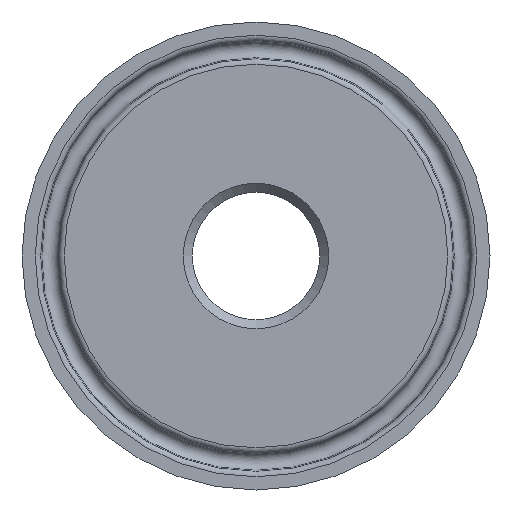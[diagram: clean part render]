
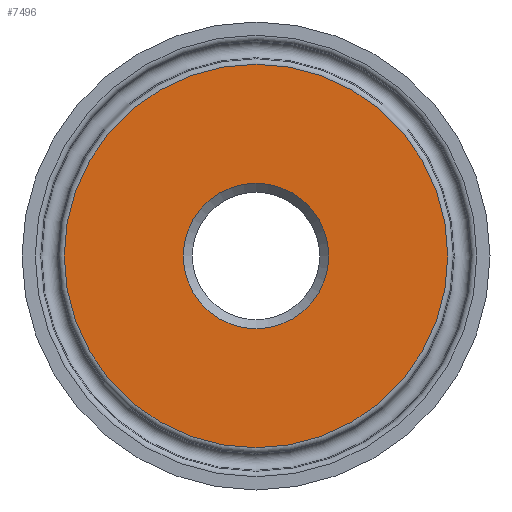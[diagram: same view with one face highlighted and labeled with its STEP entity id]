
A CAD part, left-side view. The second image highlights one B-rep face of the part: STEP entity #7496.
In plain terms, the highlighted planar face has unit normal (-1, 0, 0).
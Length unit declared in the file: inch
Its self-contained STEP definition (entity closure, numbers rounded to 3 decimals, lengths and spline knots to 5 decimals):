
#103=FACE_BOUND('',#1347,.T.);
#275=PLANE('',#7904);
#887=FACE_OUTER_BOUND('',#1346,.T.);
#1346=EDGE_LOOP('',(#6994));
#1347=EDGE_LOOP('',(#6995));
#1530=CIRCLE('',#7901,0.39119);
#1532=CIRCLE('',#7905,1.03106);
#3677=VERTEX_POINT('',#16731);
#3679=VERTEX_POINT('',#16737);
#4789=EDGE_CURVE('',#3677,#3677,#1530,.T.);
#4791=EDGE_CURVE('',#3679,#3679,#1532,.T.);
#6994=ORIENTED_EDGE('',*,*,#4791,.F.);
#6995=ORIENTED_EDGE('',*,*,#4789,.F.);
#7496=ADVANCED_FACE('',(#887,#103),#275,.T.);
#7901=AXIS2_PLACEMENT_3D('',#16732,#9200,#9201);
#7904=AXIS2_PLACEMENT_3D('',#16736,#9206,#9207);
#7905=AXIS2_PLACEMENT_3D('',#16738,#9208,#9209);
#9200=DIRECTION('center_axis',(-1.,0.,0.));
#9201=DIRECTION('ref_axis',(0.,-1.,0.));
#9206=DIRECTION('center_axis',(-1.,0.,0.));
#9207=DIRECTION('ref_axis',(0.,0.,1.));
#9208=DIRECTION('center_axis',(1.,0.,0.));
#9209=DIRECTION('ref_axis',(0.,-1.,0.));
#16731=CARTESIAN_POINT('',(0.,0.39119,0.));
#16732=CARTESIAN_POINT('Origin',(0.,0.,
0.));
#16736=CARTESIAN_POINT('Origin',(0.,0.69638,
0.));
#16737=CARTESIAN_POINT('',(0.,1.03106,0.));
#16738=CARTESIAN_POINT('Origin',(0.,0.,
0.));
